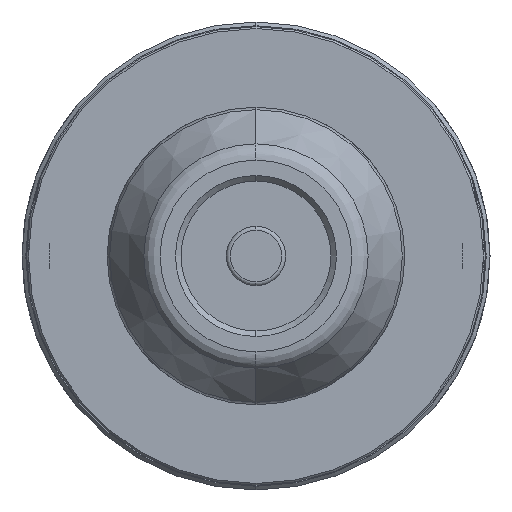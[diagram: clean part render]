
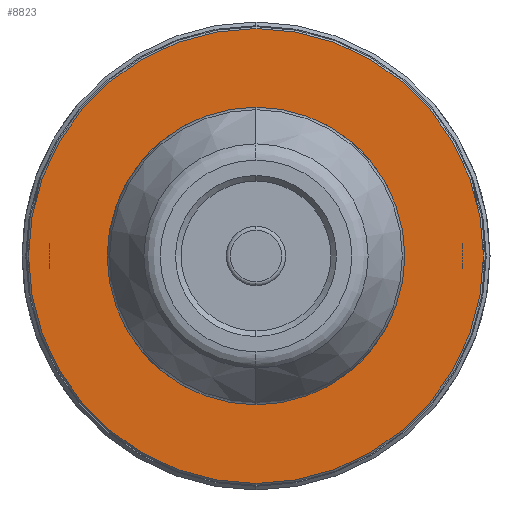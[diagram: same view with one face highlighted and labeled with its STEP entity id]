
A CAD part, left-side view. The second image highlights one B-rep face of the part: STEP entity #8823.
In plain terms, the highlighted planar face has unit normal (-1, 0, 0).
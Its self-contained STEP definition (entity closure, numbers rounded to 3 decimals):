
#92 = DIRECTION ( 'NONE',  ( 0., 0., -1. ) ) ;
#225 = CARTESIAN_POINT ( 'NONE',  ( 12., 0., 0. ) ) ;
#816 = FACE_OUTER_BOUND ( 'NONE', #2560, .T. ) ;
#1401 = EDGE_CURVE ( 'NONE', #5426, #10089, #9308, .T. ) ;
#1553 = VERTEX_POINT ( 'NONE', #1727 ) ;
#1727 = CARTESIAN_POINT ( 'NONE',  ( 12., 0., 12.15 ) ) ;
#2126 = DIRECTION ( 'NONE',  ( -1., 0., 0. ) ) ;
#2367 = DIRECTION ( 'NONE',  ( 1., 0., 0. ) ) ;
#2489 = DIRECTION ( 'NONE',  ( 1., 0., 0. ) ) ;
#2522 = EDGE_CURVE ( 'NONE', #10780, #1553, #6379, .T. ) ;
#2560 = EDGE_LOOP ( 'NONE', ( #8725, #6549 ) ) ;
#3019 = ORIENTED_EDGE ( 'NONE', *, *, #1401, .T. ) ;
#3088 = EDGE_CURVE ( 'NONE', #10089, #5426, #11177, .T. ) ;
#3357 = CARTESIAN_POINT ( 'NONE',  ( 12., 12.25, 0. ) ) ;
#3409 = DIRECTION ( 'NONE',  ( 0., 0., -1. ) ) ;
#3693 = DIRECTION ( 'NONE',  ( 1., 0., 0. ) ) ;
#4186 = AXIS2_PLACEMENT_3D ( 'NONE', #3357, #2489, #3409 ) ;
#4396 = AXIS2_PLACEMENT_3D ( 'NONE', #10304, #2367, #5902 ) ;
#4579 = EDGE_CURVE ( 'NONE', #1553, #10780, #7644, .T. ) ;
#4725 = EDGE_LOOP ( 'NONE', ( #5589, #3019 ) ) ;
#4965 = CARTESIAN_POINT ( 'NONE',  ( 12., 0., -12.15 ) ) ;
#5413 = DIRECTION ( 'NONE',  ( -1., 0., 0. ) ) ;
#5426 = VERTEX_POINT ( 'NONE', #10135 ) ;
#5589 = ORIENTED_EDGE ( 'NONE', *, *, #3088, .T. ) ;
#5658 = DIRECTION ( 'NONE',  ( 0., 0., -1. ) ) ;
#5902 = DIRECTION ( 'NONE',  ( 0., 0., -1. ) ) ;
#6379 = CIRCLE ( 'NONE', #10435, 12.15 ) ;
#6528 = AXIS2_PLACEMENT_3D ( 'NONE', #225, #2126, #5658 ) ;
#6549 = ORIENTED_EDGE ( 'NONE', *, *, #4579, .T. ) ;
#7019 = CARTESIAN_POINT ( 'NONE',  ( 12., 0., 6.8 ) ) ;
#7557 = FACE_BOUND ( 'NONE', #4725, .T. ) ;
#7644 = CIRCLE ( 'NONE', #6528, 12.15 ) ;
#8053 = DIRECTION ( 'NONE',  ( 0., 0., -1. ) ) ;
#8725 = ORIENTED_EDGE ( 'NONE', *, *, #2522, .T. ) ;
#8823 = ADVANCED_FACE ( 'NONE', ( #7557, #816 ), #11340, .F. ) ;
#9308 = CIRCLE ( 'NONE', #4396, 6.8 ) ;
#9711 = AXIS2_PLACEMENT_3D ( 'NONE', #9786, #3693, #8053 ) ;
#9786 = CARTESIAN_POINT ( 'NONE',  ( 12., 0., 0. ) ) ;
#10089 = VERTEX_POINT ( 'NONE', #7019 ) ;
#10135 = CARTESIAN_POINT ( 'NONE',  ( 12., 0., -6.8 ) ) ;
#10304 = CARTESIAN_POINT ( 'NONE',  ( 12., 0., 0. ) ) ;
#10435 = AXIS2_PLACEMENT_3D ( 'NONE', #10610, #5413, #92 ) ;
#10610 = CARTESIAN_POINT ( 'NONE',  ( 12., 0., 0. ) ) ;
#10780 = VERTEX_POINT ( 'NONE', #4965 ) ;
#11177 = CIRCLE ( 'NONE', #9711, 6.8 ) ;
#11340 = PLANE ( 'NONE',  #4186 ) ;
